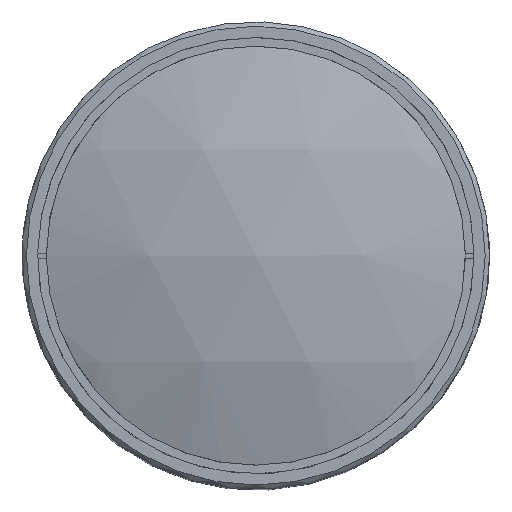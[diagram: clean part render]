
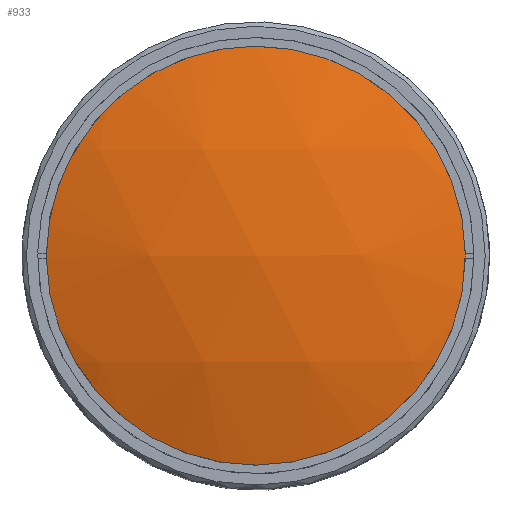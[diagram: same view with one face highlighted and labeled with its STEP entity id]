
A CAD part, top view. The second image highlights one B-rep face of the part: STEP entity #933.
In plain terms, the highlighted spherical face has radius 144.54 mm.
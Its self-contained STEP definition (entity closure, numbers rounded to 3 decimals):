
#917=CARTESIAN_POINT('',(0.,0.,-150.166));
#918=DIRECTION('',(0.003,-1.,0.));
#919=DIRECTION('',(0.,0.,-1.0));
#920=AXIS2_PLACEMENT_3D('',#917,#918,#919);
#921=SPHERICAL_SURFACE('',#920,144.54);
#922=CARTESIAN_POINT('',(0.0,47.5,-13.654));
#923=VERTEX_POINT('',#922);
#924=CARTESIAN_POINT('',(0.,0.,-13.654));
#925=DIRECTION('',(0.,0.0,1.0));
#926=DIRECTION('',(0.0,1.0,0.0));
#927=AXIS2_PLACEMENT_3D('',#924,#925,#926);
#928=CIRCLE('',#927,47.5);
#929=EDGE_CURVE('',#923,#923,#928,.T.);
#930=ORIENTED_EDGE('',*,*,#929,.T.);
#931=EDGE_LOOP('',(#930));
#932=FACE_OUTER_BOUND('',#931,.T.);
#933=ADVANCED_FACE('',(#932),#921,.T.);
